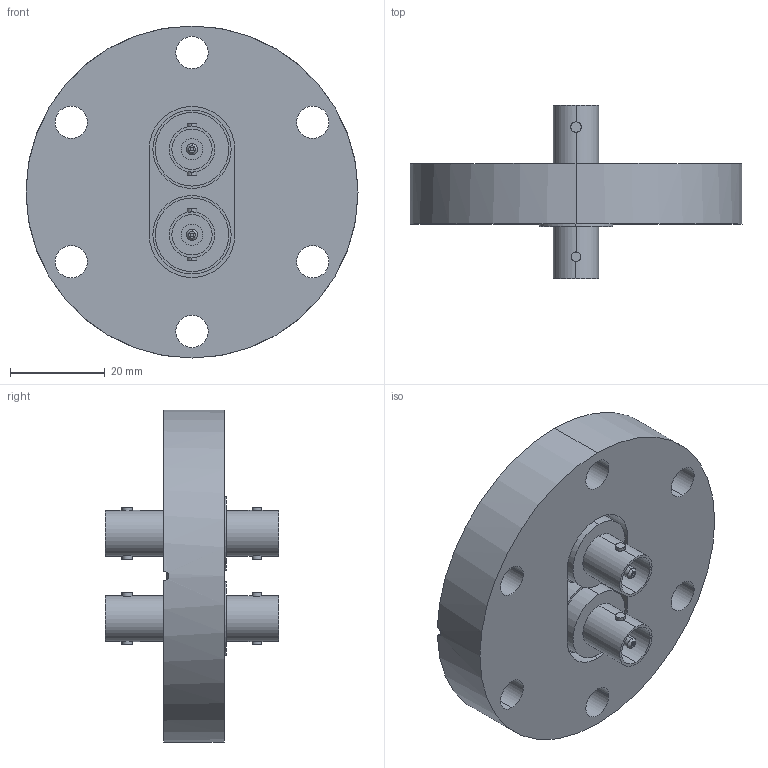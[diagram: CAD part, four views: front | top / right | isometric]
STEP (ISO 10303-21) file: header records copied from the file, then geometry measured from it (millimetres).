
FILE_DESCRIPTION (( 'STEP AP214' ), '1' );
FILE_NAME ('242-BNCDF50-C40-2.step', '2025-02-18T20:46:11', ( '' ), ( '' ), 'SwSTEP 2.0', 'SolidWorks 2022', '' );
FILE_SCHEMA (( 'AUTOMOTIVE_DESIGN' ));
Length unit declared in the file: millimetre
Products named in the file (5): 9242-BNCDF50-IFW-1; 242-BNCDF50-I; 242-BNCDF50-C40-2; 9411-C40-16.5-2_9411-C40-16.5-2; 9242-BNCDF50-IFW-2
Assembly tree (5 placements, depth 3):
  242-BNCDF50-C40-2
    9411-C40-16.5-2_9411-C40-16.5-2
    242-BNCDF50-I  x2
      9242-BNCDF50-IFW-1
      9242-BNCDF50-IFW-2
Bounding box: 69.9 x 36.5 x 69.9 mm (x, y, z)
Volume: 41557.6 mm3; surface area: 19310.2 mm2
Topology: 5 solids, 5 shells, 152 faces, 331 edges, 210 vertices
Faces by surface type: cylinder 93, plane 43, cone 12, torus 4
Entity records: 3139 total; most frequent: CARTESIAN_POINT 650, DIRECTION 529, ORIENTED_EDGE 426, AXIS2_PLACEMENT_3D 225, EDGE_CURVE 213, VERTEX_POINT 136, EDGE_LOOP 123, CIRCLE 122
